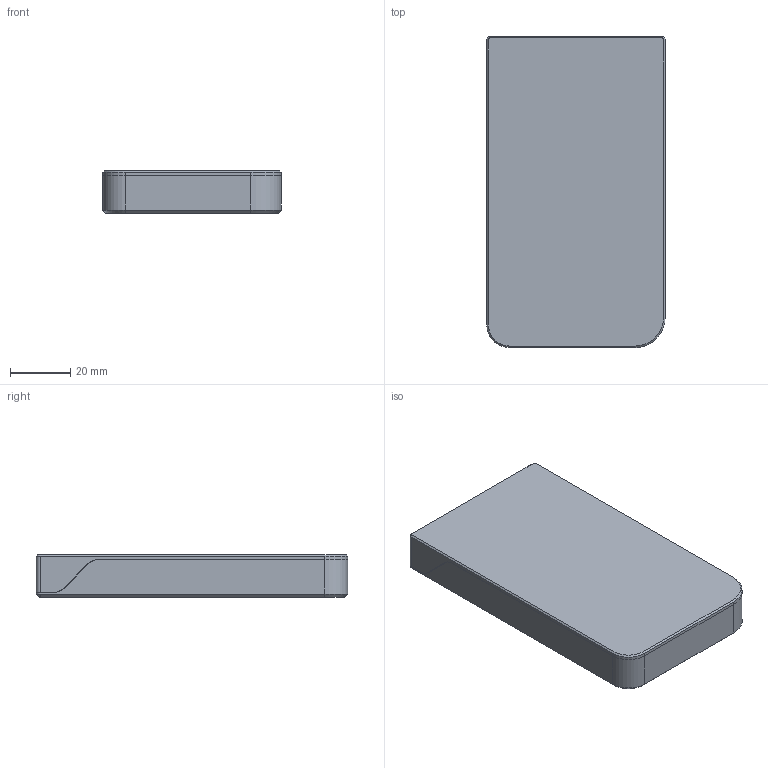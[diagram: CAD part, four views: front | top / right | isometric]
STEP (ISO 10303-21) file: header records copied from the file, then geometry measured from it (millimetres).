
FILE_DESCRIPTION(/* description */ (''),/* implementation_level */ '2;1');
FILE_NAME(/* name */ 'Maker Wallet - Flowalistik - Editable file.step',/* time_stamp */ '2022-01-17T22:24:53+01:00',/* author */ (''),/* organization */ (''),/* preprocessor_version */ 'ST-DEVELOPER v18.1',/* originating_system */ 'Autodesk Translation Framework v10.10.0.1391',/* authorisation */ '');
FILE_SCHEMA (('AUTOMOTIVE_DESIGN { 1 0 10303 214 3 1 1 }'));
Length unit declared in the file: millimetre
Products named in the file (2): BuildBee - Wallet 11; Wallet - BuildBee
Assembly tree (1 placements, depth 2):
  BuildBee - Wallet 11
    Wallet - BuildBee
Bounding box: 59 x 103 x 14 mm (x, y, z)
Volume: 34088.4 mm3; surface area: 47671.1 mm2
Topology: 4 solids, 4 shells, 207 faces, 548 edges, 354 vertices
Faces by surface type: plane 115, cylinder 60, cone 19, bspline 11, sphere 2
Full cylindrical faces by diameter (mm): 8 x1, 8.4 x1
Entity records: 7057 total; most frequent: CARTESIAN_POINT 1844, ORIENTED_EDGE 1096, DIRECTION 1061, EDGE_CURVE 548, AXIS2_PLACEMENT_3D 357, VERTEX_POINT 354, LINE 347, VECTOR 347
